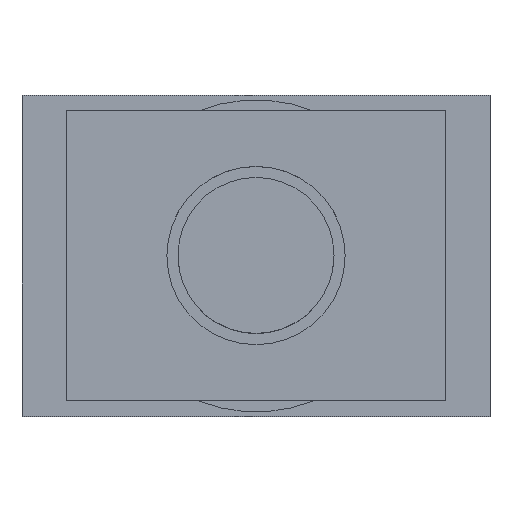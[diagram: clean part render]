
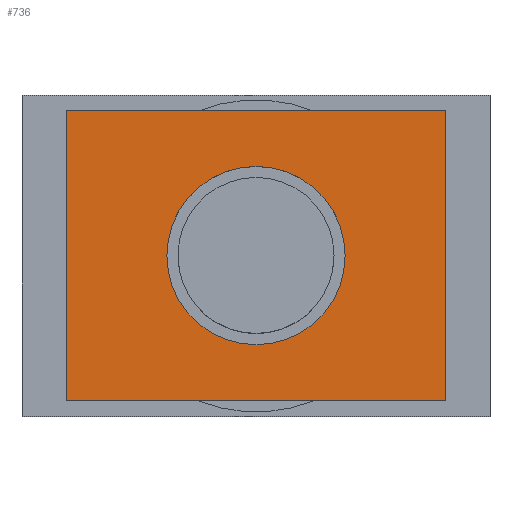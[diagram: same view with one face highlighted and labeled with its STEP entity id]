
A CAD part, top view. The second image highlights one B-rep face of the part: STEP entity #736.
In plain terms, the highlighted planar face has unit normal (0, 0, 1).
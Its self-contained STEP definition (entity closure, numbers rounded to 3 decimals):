
#607 = VERTEX_POINT('',#608);
#608 = CARTESIAN_POINT('',(-4.25,-3.25,7.));
#614 = EDGE_CURVE('',#607,#615,#617,.T.);
#615 = VERTEX_POINT('',#616);
#616 = CARTESIAN_POINT('',(-4.25,3.25,7.));
#617 = LINE('',#618,#619);
#618 = CARTESIAN_POINT('',(-4.25,-3.25,7.));
#619 = VECTOR('',#620,1.);
#620 = DIRECTION('',(0.,1.,0.));
#638 = VERTEX_POINT('',#639);
#639 = CARTESIAN_POINT('',(4.25,-3.25,7.));
#645 = EDGE_CURVE('',#638,#607,#646,.T.);
#646 = LINE('',#647,#648);
#647 = CARTESIAN_POINT('',(4.25,-3.25,7.));
#648 = VECTOR('',#649,1.);
#649 = DIRECTION('',(-1.,0.,0.));
#669 = VERTEX_POINT('',#670);
#670 = CARTESIAN_POINT('',(4.25,3.25,7.));
#676 = EDGE_CURVE('',#669,#638,#677,.T.);
#677 = LINE('',#678,#679);
#678 = CARTESIAN_POINT('',(4.25,3.25,7.));
#679 = VECTOR('',#680,1.);
#680 = DIRECTION('',(0.,-1.,0.));
#693 = EDGE_CURVE('',#615,#669,#694,.T.);
#694 = LINE('',#695,#696);
#695 = CARTESIAN_POINT('',(-4.25,3.25,7.));
#696 = VECTOR('',#697,1.);
#697 = DIRECTION('',(1.,0.,0.));
#736 = ADVANCED_FACE('',(#737,#743),#754,.T.);
#737 = FACE_BOUND('',#738,.T.);
#738 = EDGE_LOOP('',(#739,#740,#741,#742));
#739 = ORIENTED_EDGE('',*,*,#614,.F.);
#740 = ORIENTED_EDGE('',*,*,#645,.F.);
#741 = ORIENTED_EDGE('',*,*,#676,.F.);
#742 = ORIENTED_EDGE('',*,*,#693,.F.);
#743 = FACE_BOUND('',#744,.T.);
#744 = EDGE_LOOP('',(#745));
#745 = ORIENTED_EDGE('',*,*,#746,.F.);
#746 = EDGE_CURVE('',#747,#747,#749,.T.);
#747 = VERTEX_POINT('',#748);
#748 = CARTESIAN_POINT('',(2.,0.,7.));
#749 = CIRCLE('',#750,2.);
#750 = AXIS2_PLACEMENT_3D('',#751,#752,#753);
#751 = CARTESIAN_POINT('',(0.,0.,7.));
#752 = DIRECTION('',(0.,0.,1.));
#753 = DIRECTION('',(1.,0.,0.));
#754 = PLANE('',#755);
#755 = AXIS2_PLACEMENT_3D('',#756,#757,#758);
#756 = CARTESIAN_POINT('',(0.,0.,7.));
#757 = DIRECTION('',(0.,0.,1.));
#758 = DIRECTION('',(0.,1.,0.));
